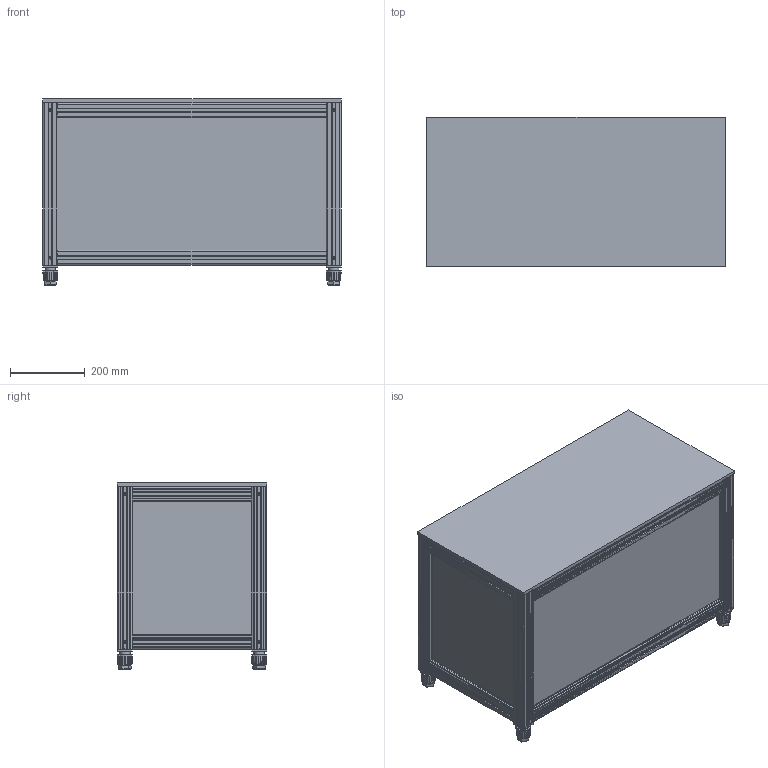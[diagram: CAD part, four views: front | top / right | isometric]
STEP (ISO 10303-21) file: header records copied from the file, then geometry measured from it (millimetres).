
FILE_DESCRIPTION(('STEP AP214'),'1');
FILE_NAME('ERGO08E6525.stp','2025-05-22T08:27:29',(' '),(' '),'Spatial InterOp 3D',' ',' ');
FILE_SCHEMA(('AUTOMOTIVE_DESIGN { 1 0 10303 214 1 1 1 1 }'));
Length unit declared in the file: millimetre
Products named in the file (57): Fixation hors standard 8-40; Vis BHC - M8x18; Rondelle M 8; Banc avec rangement; Pied réglable 8 PA 40; 1; 2; 3; Kit de fixation; Vis FHC - M6x20; Écrou 8 St M6; Embout 8 40x16 gris; Profilé 8 40x16; Elément d'accrochage 8 40x16; PanneauCompletEnApplique; Stratifié compact 10mm, blanc; PanneauCompletEnRainure; Profil U; Stratifié compact 4mm, blanc; Profilé 8 40x40 léger; ERGO08E6525
Assembly tree (90 placements, depth 5):
  Elément d'accrochage 8 40x16
    Elément d'accrochage 8 40x16
    Elément d'accrochage 8 40x16
  ERGO08E6525
    Banc avec rangement
      Fixation hors standard 8-40
        Vis BHC - M8x18
        Rondelle M 8
      Fixation hors standard 8-40
        Vis BHC - M8x18
        Rondelle M 8
      Fixation hors standard 8-40
        Vis BHC - M8x18
        Rondelle M 8
      Fixation hors standard 8-40
        Vis BHC - M8x18
        Rondelle M 8
      Fixation hors standard 8-40  x12
        Vis BHC - M8x18
        Rondelle M 8
      Pied réglable 8 PA 40
        1
        Pied réglable 8 PA 40
          2
          3
      Pied réglable 8 PA 40
        1
        Pied réglable 8 PA 40
          2
          3
      Pied réglable 8 PA 40
        1
        Pied réglable 8 PA 40
          2
          3
      Pied réglable 8 PA 40
        1
        Pied réglable 8 PA 40
          2
          3
      Kit de fixation  x2
        Vis FHC - M6x20
        Écrou 8 St M6
      Embout 8 40x16 gris  x2
      Profilé 8 40x16
      PanneauCompletEnApplique
        Stratifié compact 10mm, blanc
      PanneauCompletEnRainure
        Profil U  x2
        Profil U  x2
        Stratifié compact 4mm, blanc
      PanneauCompletEnRainure
        Profil U  x2
        Profil U  x2
        Stratifié compact 4mm, blanc
      PanneauCompletEnRainure
        Profil U  x2
        Profil U  x2
        Stratifié compact 4mm, blanc
      Profilé 8 40x40 léger
Bounding box: 800 x 400 x 499.38 mm (x, y, z)
Volume: 12140831.8 mm3; surface area: 5515683.7 mm2
Topology: 82 solids, 84 shells, 3820 faces, 10410 edges, 6830 vertices
Faces by surface type: plane 2078, cylinder 1448, cone 126, extrusion 124, torus 20, sphere 16, bspline 8
Full cylindrical faces by diameter (mm): 4 x2, 4.98 x2, 5 x2, 5.1 x4, 6 x4, 6.5 x18, 6.78 x16, 6.8 x40, 7 x32, 8 x36, 8.4 x24, 10 x4, 11.34 x2, 14 x4, 16 x16, 21 x4, 23 x4, 26 x4, 28 x4, 29.5 x4
Entity records: 122170 total; most frequent: CARTESIAN_POINT 20298, DIRECTION 14836, ORIENTED_EDGE 14716, EDGE_CURVE 7360, AXIS2_PLACEMENT_3D 5037, VERTEX_POINT 4961, VECTOR 4762, LINE 4700
